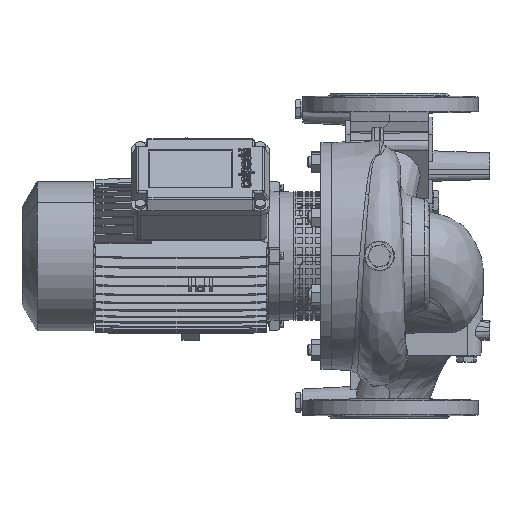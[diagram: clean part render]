
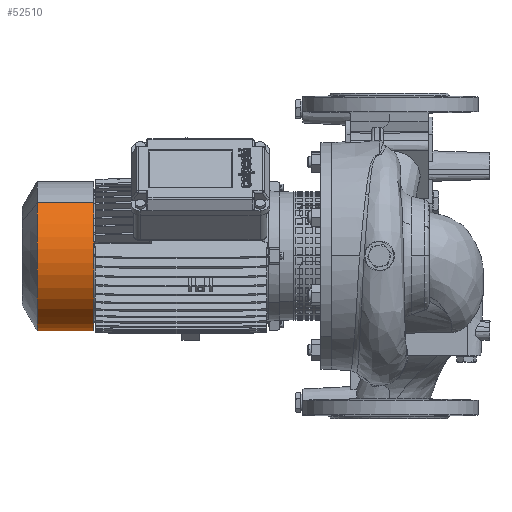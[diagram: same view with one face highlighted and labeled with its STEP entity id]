
A CAD part, left-side view. The second image highlights one B-rep face of the part: STEP entity #52510.
In plain terms, the highlighted cylindrical face has radius 78.3 mm (diameter 156.6 mm), a partial arc.
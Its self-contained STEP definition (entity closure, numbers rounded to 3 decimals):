
#2809 = VERTEX_POINT ( 'NONE', #26211 ) ;
#3184 = VERTEX_POINT ( 'NONE', #151248 ) ;
#6910 = CARTESIAN_POINT ( 'NONE',  ( 0., 78.3, -164.8 ) ) ;
#7546 = DIRECTION ( 'NONE',  ( 0., 0., 1. ) ) ;
#11925 = EDGE_CURVE ( 'NONE', #3184, #2809, #46668, .T. ) ;
#20990 = VECTOR ( 'NONE', #69547, 1000. ) ;
#23506 = CIRCLE ( 'NONE', #161270, 78.3 ) ;
#26211 = CARTESIAN_POINT ( 'NONE',  ( 0., 78.3, -91. ) ) ;
#35741 = VERTEX_POINT ( 'NONE', #119475 ) ;
#35771 = CARTESIAN_POINT ( 'NONE',  ( 0., 0., -164.8 ) ) ;
#46668 = LINE ( 'NONE', #6910, #20990 ) ;
#50863 = DIRECTION ( 'NONE',  ( 0., 0., 1. ) ) ;
#52510 = ADVANCED_FACE ( 'NONE', ( #98404 ), #100083, .T. ) ;
#56102 = VECTOR ( 'NONE', #50863, 1000. ) ;
#58535 = CIRCLE ( 'NONE', #155872, 78.3 ) ;
#66206 = DIRECTION ( 'NONE',  ( 0., 0., 1. ) ) ;
#69547 = DIRECTION ( 'NONE',  ( 0., 0., 1. ) ) ;
#71291 = VERTEX_POINT ( 'NONE', #98474 ) ;
#73076 = ORIENTED_EDGE ( 'NONE', *, *, #154098, .T. ) ;
#78879 = CARTESIAN_POINT ( 'NONE',  ( 0., 0., -150.238 ) ) ;
#87880 = EDGE_CURVE ( 'NONE', #2809, #71291, #58535, .T. ) ;
#94497 = EDGE_LOOP ( 'NONE', ( #133152, #127913, #73076, #119633 ) ) ;
#95551 = DIRECTION ( 'NONE',  ( 0., -1., 0. ) ) ;
#98404 = FACE_OUTER_BOUND ( 'NONE', #94497, .T. ) ;
#98474 = CARTESIAN_POINT ( 'NONE',  ( 0., -78.3, -91. ) ) ;
#100083 = CYLINDRICAL_SURFACE ( 'NONE', #125410, 78.3 ) ;
#102051 = EDGE_CURVE ( 'NONE', #3184, #35741, #23506, .T. ) ;
#110144 = DIRECTION ( 'NONE',  ( 0., -1., 0. ) ) ;
#112663 = CARTESIAN_POINT ( 'NONE',  ( 0., -78.3, -164.8 ) ) ;
#119475 = CARTESIAN_POINT ( 'NONE',  ( 0., -78.3, -150.238 ) ) ;
#119633 = ORIENTED_EDGE ( 'NONE', *, *, #87880, .F. ) ;
#125410 = AXIS2_PLACEMENT_3D ( 'NONE', #35771, #165193, #149990 ) ;
#127913 = ORIENTED_EDGE ( 'NONE', *, *, #102051, .T. ) ;
#133152 = ORIENTED_EDGE ( 'NONE', *, *, #11925, .F. ) ;
#136140 = CARTESIAN_POINT ( 'NONE',  ( 0., 0., -91. ) ) ;
#149990 = DIRECTION ( 'NONE',  ( 0., -1., 0. ) ) ;
#151248 = CARTESIAN_POINT ( 'NONE',  ( 0., 78.3, -150.238 ) ) ;
#153212 = LINE ( 'NONE', #112663, #56102 ) ;
#154098 = EDGE_CURVE ( 'NONE', #35741, #71291, #153212, .T. ) ;
#155872 = AXIS2_PLACEMENT_3D ( 'NONE', #136140, #7546, #95551 ) ;
#161270 = AXIS2_PLACEMENT_3D ( 'NONE', #78879, #66206, #110144 ) ;
#165193 = DIRECTION ( 'NONE',  ( 0., 0., 1. ) ) ;
